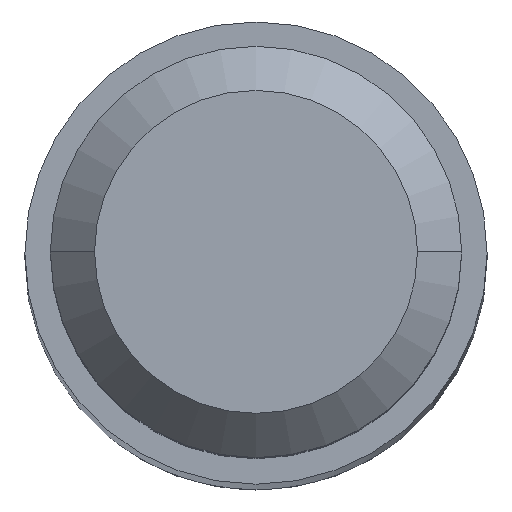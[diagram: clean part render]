
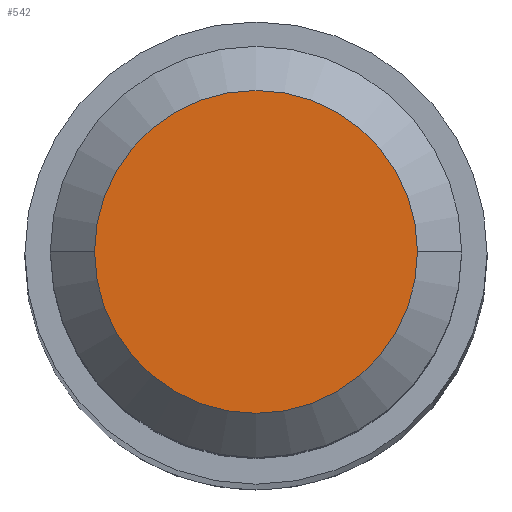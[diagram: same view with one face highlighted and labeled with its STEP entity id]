
A CAD part, top view. The second image highlights one B-rep face of the part: STEP entity #542.
In plain terms, the highlighted planar face has unit normal (0, 0, 1).
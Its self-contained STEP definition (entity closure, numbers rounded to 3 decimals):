
#30 = EDGE_CURVE ( 'NONE', #288, #291, #201, .T. ) ;
#43 = CARTESIAN_POINT ( 'NONE',  ( 0., 0., 46.545 ) ) ;
#76 = FACE_OUTER_BOUND ( 'NONE', #584, .T. ) ;
#96 = ORIENTED_EDGE ( 'NONE', *, *, #487, .T. ) ;
#102 = ORIENTED_EDGE ( 'NONE', *, *, #30, .T. ) ;
#165 = CARTESIAN_POINT ( 'NONE',  ( 0., 0., 46.545 ) ) ;
#201 = CIRCLE ( 'NONE', #373, 1.854 ) ;
#287 = AXIS2_PLACEMENT_3D ( 'NONE', #165, #634, #363 ) ;
#288 = VERTEX_POINT ( 'NONE', #640 ) ;
#291 = VERTEX_POINT ( 'NONE', #506 ) ;
#351 = DIRECTION ( 'NONE',  ( 0., 0., 1. ) ) ;
#360 = AXIS2_PLACEMENT_3D ( 'NONE', #627, #351, #432 ) ;
#363 = DIRECTION ( 'NONE',  ( 1., 0., 0. ) ) ;
#373 = AXIS2_PLACEMENT_3D ( 'NONE', #43, #422, #644 ) ;
#422 = DIRECTION ( 'NONE',  ( 0., 0., 1. ) ) ;
#432 = DIRECTION ( 'NONE',  ( 1., 0., 0. ) ) ;
#443 = CIRCLE ( 'NONE', #360, 1.854 ) ;
#473 = PLANE ( 'NONE',  #287 ) ;
#487 = EDGE_CURVE ( 'NONE', #291, #288, #443, .T. ) ;
#506 = CARTESIAN_POINT ( 'NONE',  ( -1.854, 0., 46.545 ) ) ;
#542 = ADVANCED_FACE ( 'NONE', ( #76 ), #473, .T. ) ;
#584 = EDGE_LOOP ( 'NONE', ( #96, #102 ) ) ;
#627 = CARTESIAN_POINT ( 'NONE',  ( 0., 0., 46.545 ) ) ;
#634 = DIRECTION ( 'NONE',  ( 0., 0., 1. ) ) ;
#640 = CARTESIAN_POINT ( 'NONE',  ( 1.854, 0., 46.545 ) ) ;
#644 = DIRECTION ( 'NONE',  ( 1., 0., 0. ) ) ;
